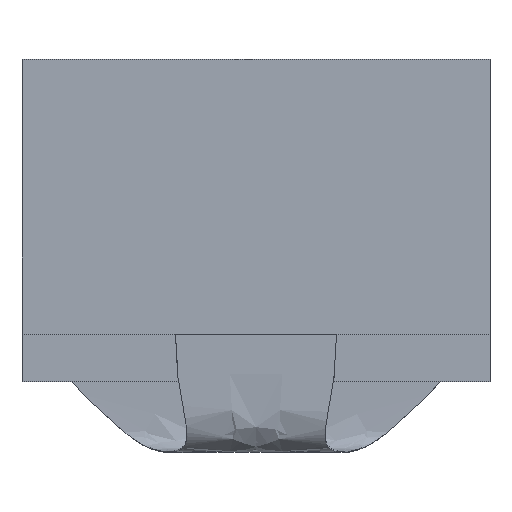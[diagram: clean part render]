
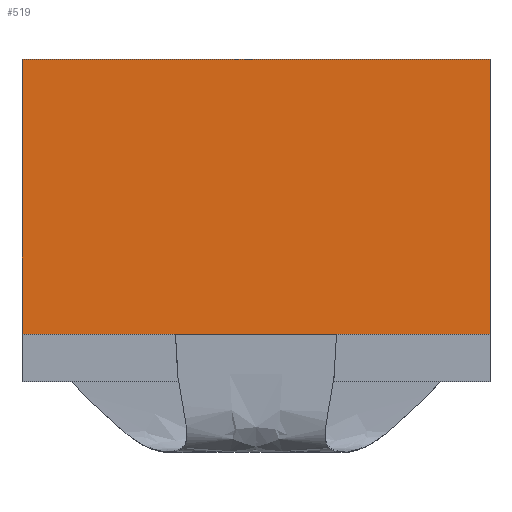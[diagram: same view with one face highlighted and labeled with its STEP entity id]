
A CAD part, top view. The second image highlights one B-rep face of the part: STEP entity #519.
In plain terms, the highlighted planar face has unit normal (0, 0, 1).
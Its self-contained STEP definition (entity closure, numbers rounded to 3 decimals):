
#413 = VERTEX_POINT('',#414);
#414 = CARTESIAN_POINT('',(12.35,-5.9,3.3));
#422 = EDGE_CURVE('',#423,#413,#425,.T.);
#423 = VERTEX_POINT('',#424);
#424 = CARTESIAN_POINT('',(-12.35,-5.9,3.3));
#425 = LINE('',#426,#427);
#426 = CARTESIAN_POINT('',(-6.175,-5.9,3.3));
#427 = VECTOR('',#428,1.);
#428 = DIRECTION('',(1.,0.,0.));
#485 = EDGE_CURVE('',#486,#423,#488,.T.);
#486 = VERTEX_POINT('',#487);
#487 = CARTESIAN_POINT('',(-12.35,8.6,3.3));
#488 = LINE('',#489,#490);
#489 = CARTESIAN_POINT('',(-12.35,-8.4,3.3));
#490 = VECTOR('',#491,1.);
#491 = DIRECTION('',(0.,-1.,0.));
#519 = ADVANCED_FACE('',(#520),#538,.T.);
#520 = FACE_BOUND('',#521,.T.);
#521 = EDGE_LOOP('',(#522,#523,#531,#537));
#522 = ORIENTED_EDGE('',*,*,#422,.T.);
#523 = ORIENTED_EDGE('',*,*,#524,.T.);
#524 = EDGE_CURVE('',#413,#525,#527,.T.);
#525 = VERTEX_POINT('',#526);
#526 = CARTESIAN_POINT('',(12.35,8.6,3.3));
#527 = LINE('',#528,#529);
#528 = CARTESIAN_POINT('',(12.35,8.6,3.3));
#529 = VECTOR('',#530,1.);
#530 = DIRECTION('',(0.,1.,0.));
#531 = ORIENTED_EDGE('',*,*,#532,.T.);
#532 = EDGE_CURVE('',#525,#486,#533,.T.);
#533 = LINE('',#534,#535);
#534 = CARTESIAN_POINT('',(-12.35,8.6,3.3));
#535 = VECTOR('',#536,1.);
#536 = DIRECTION('',(-1.,0.,0.));
#537 = ORIENTED_EDGE('',*,*,#485,.T.);
#538 = PLANE('',#539);
#539 = AXIS2_PLACEMENT_3D('',#540,#541,#542);
#540 = CARTESIAN_POINT('',(0.,0.1,3.3));
#541 = DIRECTION('',(0.,0.,1.));
#542 = DIRECTION('',(1.,0.,-0.));
